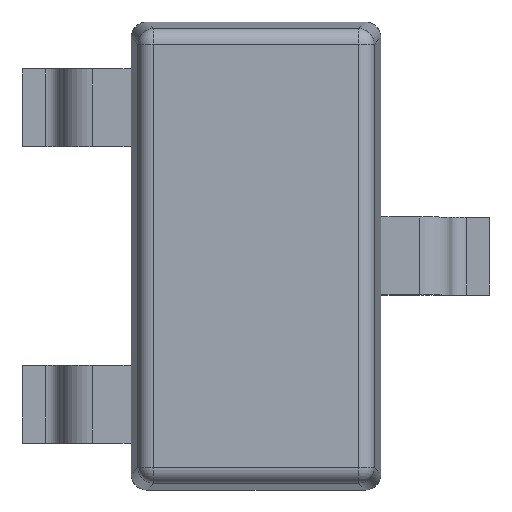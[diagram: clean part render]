
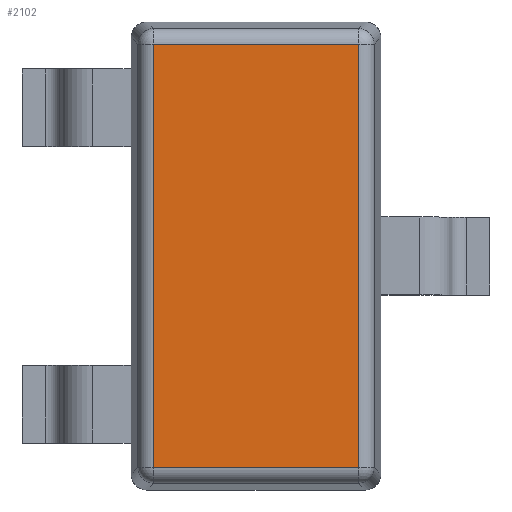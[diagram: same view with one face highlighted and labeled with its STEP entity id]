
A CAD part, top view. The second image highlights one B-rep face of the part: STEP entity #2102.
In plain terms, the highlighted planar face has unit normal (0, 0, 1).
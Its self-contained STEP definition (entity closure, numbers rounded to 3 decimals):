
#1926 = VERTEX_POINT('',#1927);
#1927 = CARTESIAN_POINT('',(0.143,0.143,1.15));
#1934 = EDGE_CURVE('',#1926,#1935,#1937,.T.);
#1935 = VERTEX_POINT('',#1936);
#1936 = CARTESIAN_POINT('',(0.143,2.857,1.15));
#1937 = LINE('',#1938,#1939);
#1938 = CARTESIAN_POINT('',(0.143,0.053,1.15));
#1939 = VECTOR('',#1940,1.);
#1940 = DIRECTION('',(0.,1.,0.));
#1977 = VERTEX_POINT('',#1978);
#1978 = CARTESIAN_POINT('',(1.457,0.143,1.15));
#1985 = EDGE_CURVE('',#1926,#1977,#1986,.T.);
#1986 = LINE('',#1987,#1988);
#1987 = CARTESIAN_POINT('',(0.053,0.143,1.15));
#1988 = VECTOR('',#1989,1.);
#1989 = DIRECTION('',(1.,0.,0.));
#2031 = EDGE_CURVE('',#1935,#2032,#2034,.T.);
#2032 = VERTEX_POINT('',#2033);
#2033 = CARTESIAN_POINT('',(1.457,2.857,1.15));
#2034 = LINE('',#2035,#2036);
#2035 = CARTESIAN_POINT('',(0.053,2.857,1.15));
#2036 = VECTOR('',#2037,1.);
#2037 = DIRECTION('',(1.,0.,0.));
#2062 = EDGE_CURVE('',#1977,#2032,#2063,.T.);
#2063 = LINE('',#2064,#2065);
#2064 = CARTESIAN_POINT('',(1.457,0.053,1.15));
#2065 = VECTOR('',#2066,1.);
#2066 = DIRECTION('',(0.,1.,0.));
#2102 = ADVANCED_FACE('',(#2103),#2109,.T.);
#2103 = FACE_BOUND('',#2104,.T.);
#2104 = EDGE_LOOP('',(#2105,#2106,#2107,#2108));
#2105 = ORIENTED_EDGE('',*,*,#1934,.F.);
#2106 = ORIENTED_EDGE('',*,*,#1985,.T.);
#2107 = ORIENTED_EDGE('',*,*,#2062,.T.);
#2108 = ORIENTED_EDGE('',*,*,#2031,.F.);
#2109 = PLANE('',#2110);
#2110 = AXIS2_PLACEMENT_3D('',#2111,#2112,#2113);
#2111 = CARTESIAN_POINT('',(0.,0.,1.15));
#2112 = DIRECTION('',(0.,0.,1.));
#2113 = DIRECTION('',(1.,0.,0.));
